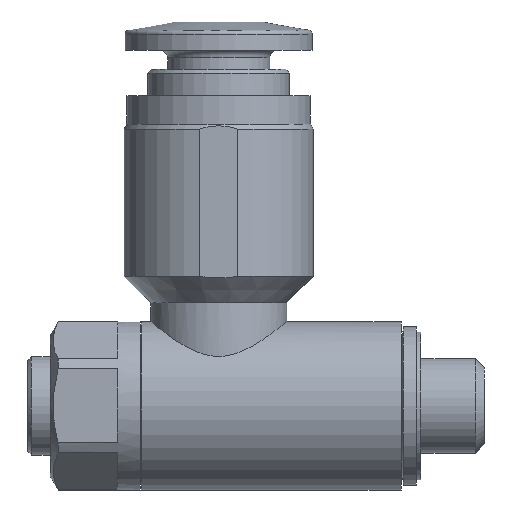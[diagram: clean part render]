
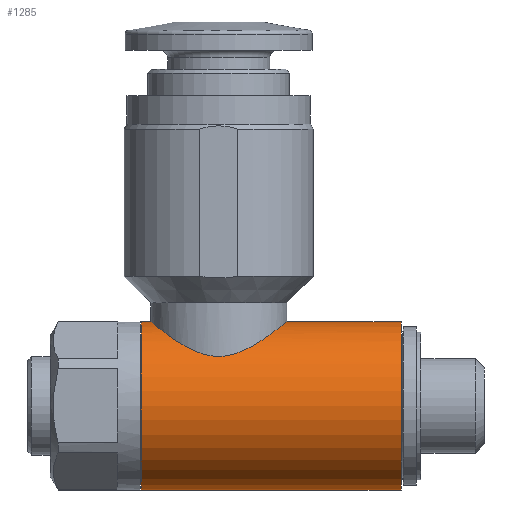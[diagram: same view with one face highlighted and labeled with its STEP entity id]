
A CAD part, left-side view. The second image highlights one B-rep face of the part: STEP entity #1285.
In plain terms, the highlighted cylindrical face has radius 4.45 mm (diameter 8.9 mm), a full revolution.
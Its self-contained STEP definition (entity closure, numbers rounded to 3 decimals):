
#67=B_SPLINE_CURVE_WITH_KNOTS('',3,(#1784,#1785,#1786,#1787,#1788,#1789,
#1790,#1791,#1792,#1793,#1794,#1795,#1796,#1797,#1798,#1799,#1800,#1801,
#1802,#1803),.UNSPECIFIED.,.T.,.F.,(1,1,1,1,1,1,1,1,1,1,1,1,1,1,1,1,1,1,
1,1,1,1,1,1),(-0.003,-0.001,-0.001,
0.,0.001,0.003,0.004,0.006,
0.007,0.009,0.01,0.012,
0.013,0.015,0.016,0.018,
0.019,0.021,0.022,0.023,
0.024,0.025,0.027,0.028),
 .UNSPECIFIED.);
#137=CIRCLE('',#1361,4.45);
#138=CIRCLE('',#1362,4.45);
#201=ORIENTED_EDGE('',*,*,#407,.F.);
#202=ORIENTED_EDGE('',*,*,#408,.T.);
#203=ORIENTED_EDGE('',*,*,#409,.F.);
#407=EDGE_CURVE('',#510,#510,#137,.T.);
#408=EDGE_CURVE('',#511,#511,#138,.T.);
#409=EDGE_CURVE('',#512,#512,#67,.T.);
#510=VERTEX_POINT('',#1781);
#511=VERTEX_POINT('',#1783);
#512=VERTEX_POINT('',#1804);
#591=EDGE_LOOP('',(#201));
#592=EDGE_LOOP('',(#202));
#593=EDGE_LOOP('',(#203));
#701=FACE_BOUND('',#591,.T.);
#702=FACE_BOUND('',#592,.T.);
#703=FACE_BOUND('',#593,.T.);
#810=CYLINDRICAL_SURFACE('',#1360,4.45);
#1285=ADVANCED_FACE('',(#701,#702,#703),#810,.T.);
#1360=AXIS2_PLACEMENT_3D('',#1779,#1498,#1499);
#1361=AXIS2_PLACEMENT_3D('',#1780,#1500,#1501);
#1362=AXIS2_PLACEMENT_3D('',#1782,#1502,#1503);
#1498=DIRECTION('',(0.,-1.,0.));
#1499=DIRECTION('',(0.,0.,-1.));
#1500=DIRECTION('',(0.,-1.,0.));
#1501=DIRECTION('',(0.,0.,-1.));
#1502=DIRECTION('',(0.,-1.,0.));
#1503=DIRECTION('',(0.,0.,-1.));
#1779=CARTESIAN_POINT('',(0.,-14.05,0.));
#1780=CARTESIAN_POINT('',(0.,-9.65,0.));
#1781=CARTESIAN_POINT('',(0.,-9.65,-4.45));
#1782=CARTESIAN_POINT('',(0.,4.1,0.));
#1783=CARTESIAN_POINT('',(0.,4.1,-4.45));
#1784=CARTESIAN_POINT('',(-3.546,0.755,2.693));
#1785=CARTESIAN_POINT('',(-3.654,-0.256,2.538));
#1786=CARTESIAN_POINT('',(-3.383,-1.468,2.93));
#1787=CARTESIAN_POINT('',(-2.637,-2.566,3.647));
#1788=CARTESIAN_POINT('',(-1.503,-3.378,4.267));
#1789=CARTESIAN_POINT('',(-0.008,-3.709,4.54));
#1790=CARTESIAN_POINT('',(1.486,-3.387,4.274));
#1791=CARTESIAN_POINT('',(2.63,-2.573,3.653));
#1792=CARTESIAN_POINT('',(3.38,-1.479,2.934));
#1793=CARTESIAN_POINT('',(3.709,-0.004,2.459));
#1794=CARTESIAN_POINT('',(3.386,1.467,2.927));
#1795=CARTESIAN_POINT('',(2.637,2.565,3.647));
#1796=CARTESIAN_POINT('',(1.511,3.374,4.264));
#1797=CARTESIAN_POINT('',(0.014,3.71,4.54));
#1798=CARTESIAN_POINT('',(-1.484,3.387,4.275));
#1799=CARTESIAN_POINT('',(-2.63,2.577,3.653));
#1800=CARTESIAN_POINT('',(-3.255,1.652,3.055));
#1801=CARTESIAN_POINT('',(-3.546,0.755,2.693));
#1802=CARTESIAN_POINT('',(-3.654,-0.256,2.538));
#1803=CARTESIAN_POINT('',(-3.383,-1.468,2.93));
#1804=CARTESIAN_POINT('',(-3.6,0.,2.616));
